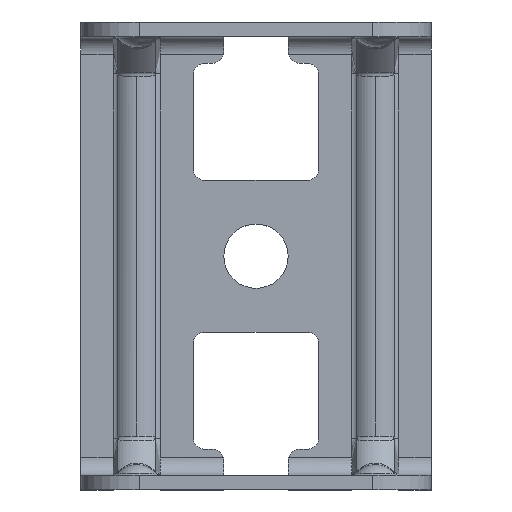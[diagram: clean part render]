
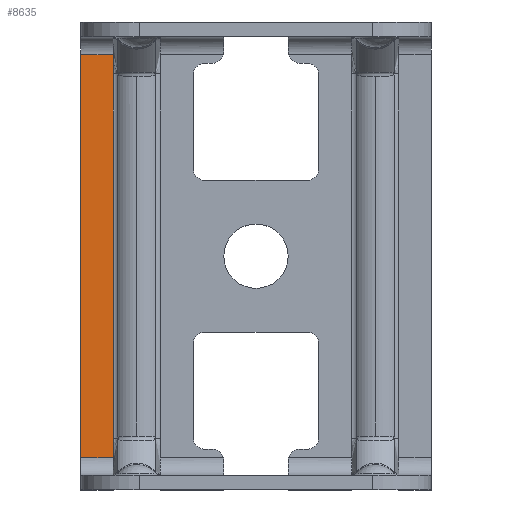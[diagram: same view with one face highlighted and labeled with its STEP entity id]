
A CAD part, top view. The second image highlights one B-rep face of the part: STEP entity #8635.
In plain terms, the highlighted planar face has unit normal (0, 0, 1).
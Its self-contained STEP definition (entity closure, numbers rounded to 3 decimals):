
#16 = CARTESIAN_POINT ( 'NONE',  ( -30., 34.5, 2.5 ) ) ;
#52 = EDGE_CURVE ( 'NONE', #11786, #1492, #7658, .T. ) ;
#277 = CARTESIAN_POINT ( 'NONE',  ( -30., 34.5, 2.5 ) ) ;
#315 = DIRECTION ( 'NONE',  ( 0., 1., 0. ) ) ;
#493 = VECTOR ( 'NONE', #12089, 1000. ) ;
#585 = VECTOR ( 'NONE', #3979, 1000. ) ;
#703 = LINE ( 'NONE', #5899, #10051 ) ;
#987 = VECTOR ( 'NONE', #1234, 1000. ) ;
#1234 = DIRECTION ( 'NONE',  ( 1., 0., 0. ) ) ;
#1338 = EDGE_CURVE ( 'NONE', #9551, #4755, #3070, .T. ) ;
#1492 = VERTEX_POINT ( 'NONE', #7176 ) ;
#1848 = FACE_OUTER_BOUND ( 'NONE', #5282, .T. ) ;
#2333 = ORIENTED_EDGE ( 'NONE', *, *, #4444, .T. ) ;
#2584 = ORIENTED_EDGE ( 'NONE', *, *, #9761, .F. ) ;
#2701 = CARTESIAN_POINT ( 'NONE',  ( -30., -34.5, 2.5 ) ) ;
#2708 = DIRECTION ( 'NONE',  ( -1., 0., 0. ) ) ;
#2866 = VECTOR ( 'NONE', #9954, 1000. ) ;
#3041 = CARTESIAN_POINT ( 'NONE',  ( -30., -40., 2.5 ) ) ;
#3070 = LINE ( 'NONE', #3041, #585 ) ;
#3308 = EDGE_CURVE ( 'NONE', #9551, #6781, #9478, .T. ) ;
#3635 = DIRECTION ( 'NONE',  ( 1., 0., 0. ) ) ;
#3809 = CARTESIAN_POINT ( 'NONE',  ( -30., -34.5, 2.5 ) ) ;
#3979 = DIRECTION ( 'NONE',  ( 0., 1., 0. ) ) ;
#4050 = LINE ( 'NONE', #277, #987 ) ;
#4444 = EDGE_CURVE ( 'NONE', #11018, #1492, #703, .T. ) ;
#4755 = VERTEX_POINT ( 'NONE', #16 ) ;
#5070 = LINE ( 'NONE', #7024, #2866 ) ;
#5282 = EDGE_LOOP ( 'NONE', ( #7432, #10594, #10522, #2333, #9211, #2584 ) ) ;
#5303 = AXIS2_PLACEMENT_3D ( 'NONE', #7363, #8310, #2708 ) ;
#5899 = CARTESIAN_POINT ( 'NONE',  ( -24.4, -40., 2.5 ) ) ;
#6747 = EDGE_CURVE ( 'NONE', #6781, #11018, #5070, .T. ) ;
#6781 = VERTEX_POINT ( 'NONE', #10922 ) ;
#6996 = VECTOR ( 'NONE', #3635, 1000. ) ;
#7024 = CARTESIAN_POINT ( 'NONE',  ( -24.4, -40., 2.5 ) ) ;
#7176 = CARTESIAN_POINT ( 'NONE',  ( -24.4, 31.179, 2.5 ) ) ;
#7363 = CARTESIAN_POINT ( 'NONE',  ( -30., -40., 2.5 ) ) ;
#7432 = ORIENTED_EDGE ( 'NONE', *, *, #1338, .F. ) ;
#7658 = LINE ( 'NONE', #7979, #493 ) ;
#7979 = CARTESIAN_POINT ( 'NONE',  ( -24.4, 40., 2.5 ) ) ;
#8310 = DIRECTION ( 'NONE',  ( 0., 0., 1. ) ) ;
#8635 = ADVANCED_FACE ( 'NONE', ( #1848 ), #10119, .T. ) ;
#9211 = ORIENTED_EDGE ( 'NONE', *, *, #52, .F. ) ;
#9478 = LINE ( 'NONE', #2701, #6996 ) ;
#9551 = VERTEX_POINT ( 'NONE', #3809 ) ;
#9761 = EDGE_CURVE ( 'NONE', #4755, #11786, #4050, .T. ) ;
#9954 = DIRECTION ( 'NONE',  ( 0., 1., 0. ) ) ;
#10051 = VECTOR ( 'NONE', #315, 1000. ) ;
#10119 = PLANE ( 'NONE',  #5303 ) ;
#10306 = CARTESIAN_POINT ( 'NONE',  ( -24.4, 34.5, 2.5 ) ) ;
#10522 = ORIENTED_EDGE ( 'NONE', *, *, #6747, .T. ) ;
#10594 = ORIENTED_EDGE ( 'NONE', *, *, #3308, .T. ) ;
#10922 = CARTESIAN_POINT ( 'NONE',  ( -24.4, -34.5, 2.5 ) ) ;
#11018 = VERTEX_POINT ( 'NONE', #11851 ) ;
#11786 = VERTEX_POINT ( 'NONE', #10306 ) ;
#11851 = CARTESIAN_POINT ( 'NONE',  ( -24.4, -31.179, 2.5 ) ) ;
#12089 = DIRECTION ( 'NONE',  ( 0., -1., 0. ) ) ;
